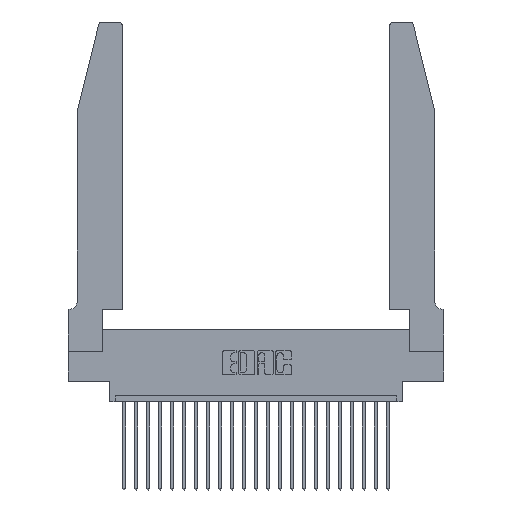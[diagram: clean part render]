
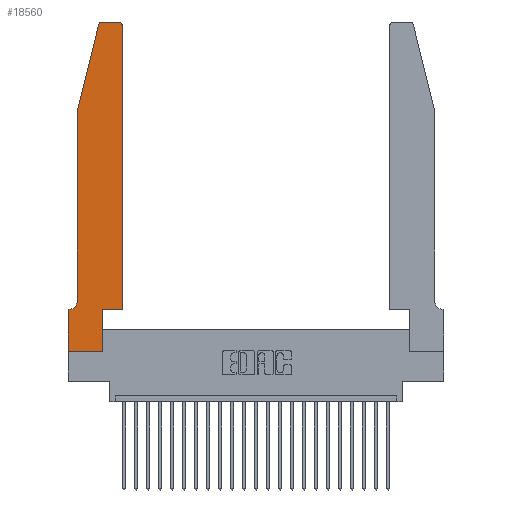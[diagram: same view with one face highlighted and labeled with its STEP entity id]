
A CAD part, top view. The second image highlights one B-rep face of the part: STEP entity #18560.
In plain terms, the highlighted planar face has unit normal (0, 0, 1).
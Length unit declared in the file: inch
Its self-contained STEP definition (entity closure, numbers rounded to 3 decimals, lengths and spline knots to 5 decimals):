
#104 = LINE ( 'NONE', #3289, #13009 ) ;
#148 = ORIENTED_EDGE ( 'NONE', *, *, #1908, .T. ) ;
#153 = ORIENTED_EDGE ( 'NONE', *, *, #11702, .T. ) ;
#356 = VERTEX_POINT ( 'NONE', #23885 ) ;
#380 = VECTOR ( 'NONE', #22963, 39.37008 ) ;
#430 = ORIENTED_EDGE ( 'NONE', *, *, #8324, .T. ) ;
#748 = CIRCLE ( 'NONE', #9669, 0.03 ) ;
#792 = VERTEX_POINT ( 'NONE', #12315 ) ;
#825 = EDGE_CURVE ( 'NONE', #9120, #14025, #22854, .T. ) ;
#1222 = EDGE_CURVE ( 'NONE', #11994, #5943, #17765, .T. ) ;
#1300 = AXIS2_PLACEMENT_3D ( 'NONE', #6618, #21966, #23755 ) ;
#1469 = CARTESIAN_POINT ( 'NONE',  ( 0.2865, 0.35, 0.37 ) ) ;
#1476 = CARTESIAN_POINT ( 'NONE',  ( 0.284, 2.72, 0.37 ) ) ;
#1908 = EDGE_CURVE ( 'NONE', #2216, #792, #14762, .T. ) ;
#2148 = DIRECTION ( 'NONE',  ( -1., 0., 0. ) ) ;
#2216 = VERTEX_POINT ( 'NONE', #6300 ) ;
#2237 = EDGE_CURVE ( 'NONE', #792, #4601, #11761, .T. ) ;
#2582 = CARTESIAN_POINT ( 'NONE',  ( 0., 0., 0.37 ) ) ;
#2740 = ORIENTED_EDGE ( 'NONE', *, *, #825, .T. ) ;
#3289 = CARTESIAN_POINT ( 'NONE',  ( 0.0755, 0.35, 0.37 ) ) ;
#3322 = DIRECTION ( 'NONE',  ( 1., 0., 0. ) ) ;
#3655 = VECTOR ( 'NONE', #16885, 39.37008 ) ;
#3803 = ORIENTED_EDGE ( 'NONE', *, *, #1222, .T. ) ;
#3942 = CARTESIAN_POINT ( 'NONE',  ( 0., 0., 0.37 ) ) ;
#4108 = ORIENTED_EDGE ( 'NONE', *, *, #8290, .T. ) ;
#4132 = CARTESIAN_POINT ( 'NONE',  ( 0.0755, 0.42, 0.37 ) ) ;
#4601 = VERTEX_POINT ( 'NONE', #22862 ) ;
#5217 = DIRECTION ( 'NONE',  ( 1., 0., 0. ) ) ;
#5339 = VERTEX_POINT ( 'NONE', #13679 ) ;
#5505 = VECTOR ( 'NONE', #10417, 39.37008 ) ;
#5672 = VERTEX_POINT ( 'NONE', #18310 ) ;
#5932 = CARTESIAN_POINT ( 'NONE',  ( 0.0055, 0.42, 0.37 ) ) ;
#5943 = VERTEX_POINT ( 'NONE', #3942 ) ;
#6115 = FACE_OUTER_BOUND ( 'NONE', #12217, .T. ) ;
#6300 = CARTESIAN_POINT ( 'NONE',  ( 0.4505, 0.35, 0.37 ) ) ;
#6618 = CARTESIAN_POINT ( 'NONE',  ( 0.4205, 2.72, 0.37 ) ) ;
#6923 = DIRECTION ( 'NONE',  ( -0.239, -0.971, 0. ) ) ;
#7111 = CARTESIAN_POINT ( 'NONE',  ( 0., 0., 0.37 ) ) ;
#7190 = AXIS2_PLACEMENT_3D ( 'NONE', #9259, #20450, #5217 ) ;
#7669 = DIRECTION ( 'NONE',  ( 0., 0., 1. ) ) ;
#8290 = EDGE_CURVE ( 'NONE', #14025, #11361, #14740, .T. ) ;
#8324 = EDGE_CURVE ( 'NONE', #5943, #5672, #20994, .T. ) ;
#8685 = PLANE ( 'NONE',  #7190 ) ;
#9120 = VERTEX_POINT ( 'NONE', #19593 ) ;
#9259 = CARTESIAN_POINT ( 'NONE',  ( 0., 0.35, 0.37 ) ) ;
#9296 = CARTESIAN_POINT ( 'NONE',  ( 0.0755, 2., 0.37 ) ) ;
#9641 = DIRECTION ( 'NONE',  ( 0., 0., -1. ) ) ;
#9669 = AXIS2_PLACEMENT_3D ( 'NONE', #1476, #7669, #23355 ) ;
#9670 = CARTESIAN_POINT ( 'NONE',  ( 0.0755, 2., 0.37 ) ) ;
#10389 = CARTESIAN_POINT ( 'NONE',  ( 0.0755, 2., 0.37 ) ) ;
#10417 = DIRECTION ( 'NONE',  ( 0., -1., 0. ) ) ;
#10597 = ORIENTED_EDGE ( 'NONE', *, *, #14877, .T. ) ;
#10978 = EDGE_CURVE ( 'NONE', #11361, #5339, #20907, .T. ) ;
#11138 = CARTESIAN_POINT ( 'NONE',  ( 0.284, 2.75, 0.37 ) ) ;
#11361 = VERTEX_POINT ( 'NONE', #4132 ) ;
#11439 = DIRECTION ( 'NONE',  ( -1., 0., 0. ) ) ;
#11546 = AXIS2_PLACEMENT_3D ( 'NONE', #5932, #9641, #2148 ) ;
#11702 = EDGE_CURVE ( 'NONE', #4601, #19016, #14437, .T. ) ;
#11761 = CIRCLE ( 'NONE', #1300, 0.03 ) ;
#11994 = VERTEX_POINT ( 'NONE', #14899 ) ;
#12217 = EDGE_LOOP ( 'NONE', ( #153, #15655, #2740, #4108, #16788, #24291, #3803, #430, #16993, #10597, #148, #15717 ) ) ;
#12315 = CARTESIAN_POINT ( 'NONE',  ( 0.4505, 2.72, 0.37 ) ) ;
#12433 = DIRECTION ( 'NONE',  ( 1., 0., 0. ) ) ;
#13009 = VECTOR ( 'NONE', #11439, 39.37008 ) ;
#13076 = LINE ( 'NONE', #22135, #22594 ) ;
#13679 = CARTESIAN_POINT ( 'NONE',  ( 0.0055, 0.35, 0.37 ) ) ;
#14025 = VERTEX_POINT ( 'NONE', #9670 ) ;
#14125 = DIRECTION ( 'NONE',  ( -1., 0., 0. ) ) ;
#14147 = VECTOR ( 'NONE', #3322, 39.37008 ) ;
#14437 = LINE ( 'NONE', #23542, #19182 ) ;
#14740 = LINE ( 'NONE', #9296, #3655 ) ;
#14762 = LINE ( 'NONE', #20319, #380 ) ;
#14806 = VECTOR ( 'NONE', #6923, 39.37008 ) ;
#14877 = EDGE_CURVE ( 'NONE', #356, #2216, #13076, .T. ) ;
#14899 = CARTESIAN_POINT ( 'NONE',  ( 0., 0.35, 0.37 ) ) ;
#15196 = EDGE_CURVE ( 'NONE', #19016, #9120, #748, .T. ) ;
#15655 = ORIENTED_EDGE ( 'NONE', *, *, #15196, .T. ) ;
#15717 = ORIENTED_EDGE ( 'NONE', *, *, #2237, .T. ) ;
#16788 = ORIENTED_EDGE ( 'NONE', *, *, #10978, .T. ) ;
#16874 = DIRECTION ( 'NONE',  ( 0., 1., 0. ) ) ;
#16885 = DIRECTION ( 'NONE',  ( 0., -1., 0. ) ) ;
#16993 = ORIENTED_EDGE ( 'NONE', *, *, #24784, .T. ) ;
#17156 = EDGE_CURVE ( 'NONE', #5339, #11994, #104, .T. ) ;
#17765 = LINE ( 'NONE', #2582, #5505 ) ;
#18310 = CARTESIAN_POINT ( 'NONE',  ( 0.2865, 0., 0.37 ) ) ;
#18385 = VECTOR ( 'NONE', #16874, 39.37008 ) ;
#18560 = ADVANCED_FACE ( 'NONE', ( #6115 ), #8685, .T. ) ;
#19016 = VERTEX_POINT ( 'NONE', #11138 ) ;
#19182 = VECTOR ( 'NONE', #14125, 39.37008 ) ;
#19593 = CARTESIAN_POINT ( 'NONE',  ( 0.25487, 2.72718, 0.37 ) ) ;
#20319 = CARTESIAN_POINT ( 'NONE',  ( 0.4505, 0.35, 0.37 ) ) ;
#20450 = DIRECTION ( 'NONE',  ( 0., 0., 1. ) ) ;
#20907 = CIRCLE ( 'NONE', #11546, 0.07 ) ;
#20994 = LINE ( 'NONE', #7111, #14147 ) ;
#21966 = DIRECTION ( 'NONE',  ( 0., 0., 1. ) ) ;
#22135 = CARTESIAN_POINT ( 'NONE',  ( 0.4505, 0.35, 0.37 ) ) ;
#22558 = LINE ( 'NONE', #1469, #18385 ) ;
#22594 = VECTOR ( 'NONE', #12433, 39.37008 ) ;
#22854 = LINE ( 'NONE', #10389, #14806 ) ;
#22862 = CARTESIAN_POINT ( 'NONE',  ( 0.4205, 2.75, 0.37 ) ) ;
#22963 = DIRECTION ( 'NONE',  ( 0., 1., 0. ) ) ;
#23355 = DIRECTION ( 'NONE',  ( 1., 0., 0. ) ) ;
#23542 = CARTESIAN_POINT ( 'NONE',  ( 0.2605, 2.75, 0.37 ) ) ;
#23755 = DIRECTION ( 'NONE',  ( 1., 0., 0. ) ) ;
#23885 = CARTESIAN_POINT ( 'NONE',  ( 0.2865, 0.35, 0.37 ) ) ;
#24291 = ORIENTED_EDGE ( 'NONE', *, *, #17156, .T. ) ;
#24784 = EDGE_CURVE ( 'NONE', #5672, #356, #22558, .T. ) ;
